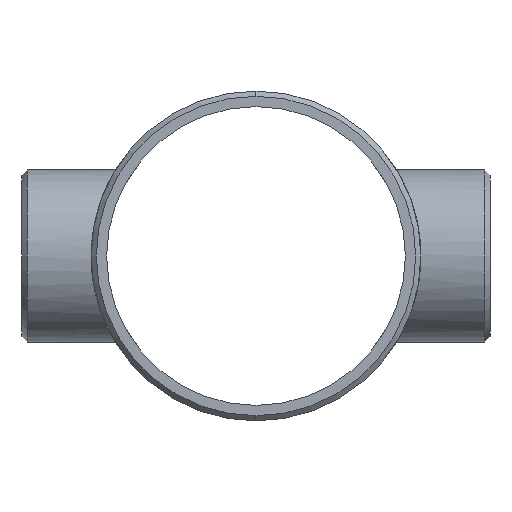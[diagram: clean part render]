
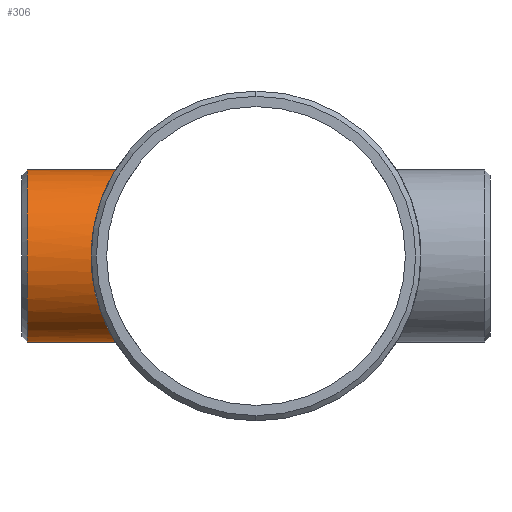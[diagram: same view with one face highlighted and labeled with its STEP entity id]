
A CAD part, left-side view. The second image highlights one B-rep face of the part: STEP entity #306.
In plain terms, the highlighted cylindrical face has radius 57.15 mm (diameter 114.3 mm), a partial arc.
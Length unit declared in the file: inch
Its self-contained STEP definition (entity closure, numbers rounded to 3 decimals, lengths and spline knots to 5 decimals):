
#36 = CARTESIAN_POINT ( 'NONE',  ( -2.10199, 4.23714, 0.80345 ) ) ;
#43 = CARTESIAN_POINT ( 'NONE',  ( -2.01661, 4.19516, 1.00882 ) ) ;
#52 = CARTESIAN_POINT ( 'NONE',  ( -2.12791, 4.25003, -0.73492 ) ) ;
#60 = CARTESIAN_POINT ( 'NONE',  ( -2.19053, 4.28175, 0.51925 ) ) ;
#67 = CARTESIAN_POINT ( 'NONE',  ( -1.48591, 3.96665, 1.69569 ) ) ;
#99 = VERTEX_POINT ( 'NONE', #1017 ) ;
#137 = CARTESIAN_POINT ( 'NONE',  ( -1.53914, 3.98772, -1.64278 ) ) ;
#144 = CARTESIAN_POINT ( 'NONE',  ( -2.17219, 4.27238, 0.59128 ) ) ;
#152 = CARTESIAN_POINT ( 'NONE',  ( -1.7589, 4.0778, -1.4036 ) ) ;
#160 = CARTESIAN_POINT ( 'NONE',  ( -1.31528, 3.90696, -1.82589 ) ) ;
#167 = CARTESIAN_POINT ( 'NONE',  ( -2.23488, 4.30456, -0.30002 ) ) ;
#238 = CARTESIAN_POINT ( 'NONE',  ( -1.00339, 3.81114, 2.01916 ) ) ;
#243 = EDGE_CURVE ( 'NONE', #1058, #99, #1282, .T. ) ;
#247 = CARTESIAN_POINT ( 'NONE',  ( -1.84633, 4.11628, -1.28643 ) ) ;
#252 = CARTESIAN_POINT ( 'NONE',  ( 0., 3.67902, -2.25 ) ) ;
#260 = CARTESIAN_POINT ( 'NONE',  ( -1.68963, 4.04824, -1.48759 ) ) ;
#266 = EDGE_CURVE ( 'NONE', #958, #99, #395, .T. ) ;
#270 = CARTESIAN_POINT ( 'NONE',  ( -2.01732, 4.19551, -1.0072 ) ) ;
#289 = CARTESIAN_POINT ( 'NONE',  ( 0., 5.98467, 0. ) ) ;
#294 = DIRECTION ( 'NONE',  ( 0., 0., -1. ) ) ;
#306 = ADVANCED_FACE ( 'NONE', ( #1265 ), #1258, .T. ) ;
#338 = CARTESIAN_POINT ( 'NONE',  ( -1.68783, 4.04749, 1.48963 ) ) ;
#343 = DIRECTION ( 'NONE',  ( 0., -1., 0. ) ) ;
#347 = CARTESIAN_POINT ( 'NONE',  ( -2.25003, 4.31251, 0.03601 ) ) ;
#354 = CARTESIAN_POINT ( 'NONE',  ( -2.24535, 4.31008, 0.14942 ) ) ;
#360 = CARTESIAN_POINT ( 'NONE',  ( -2.19794, 4.28557, -0.48263 ) ) ;
#367 = CARTESIAN_POINT ( 'NONE',  ( -1.78002, 4.08696, 1.37672 ) ) ;
#383 = CARTESIAN_POINT ( 'NONE',  ( -0.14956, 3.67902, 2.25 ) ) ;
#392 = CIRCLE ( 'NONE', #1103, 2.25 ) ;
#395 = LINE ( 'NONE', #787, #1147 ) ;
#433 = CARTESIAN_POINT ( 'NONE',  ( 0., 6.12, -2.25 ) ) ;
#444 = CARTESIAN_POINT ( 'NONE',  ( -1.63911, 4.02736, 1.54305 ) ) ;
#453 = CARTESIAN_POINT ( 'NONE',  ( -0.29773, 3.68816, 2.23524 ) ) ;
#461 = CARTESIAN_POINT ( 'NONE',  ( -2.17117, 4.27189, -0.59154 ) ) ;
#466 = CARTESIAN_POINT ( 'NONE',  ( -2.13934, 4.2558, 0.69794 ) ) ;
#474 = CARTESIAN_POINT ( 'NONE',  ( -1.37451, 3.92571, 1.78736 ) ) ;
#511 = ORIENTED_EDGE ( 'NONE', *, *, #243, .T. ) ;
#534 = LINE ( 'NONE', #433, #596 ) ;
#540 = VERTEX_POINT ( 'NONE', #705 ) ;
#542 = CARTESIAN_POINT ( 'NONE',  ( -2.22006, 4.29694, 0.37333 ) ) ;
#548 = CARTESIAN_POINT ( 'NONE',  ( -0.59058, 3.72594, 2.17143 ) ) ;
#557 = CARTESIAN_POINT ( 'NONE',  ( -1.13403, 3.84812, -1.94879 ) ) ;
#562 = CARTESIAN_POINT ( 'NONE',  ( -1.37358, 3.92698, -1.78244 ) ) ;
#568 = CARTESIAN_POINT ( 'NONE',  ( -0.83692, 3.77286, -2.08888 ) ) ;
#596 = VECTOR ( 'NONE', #343, 39.37008 ) ;
#635 = CARTESIAN_POINT ( 'NONE',  ( -0.62642, 3.7318, 2.16136 ) ) ;
#642 = CARTESIAN_POINT ( 'NONE',  ( -1.94814, 4.16235, -1.13513 ) ) ;
#651 = CARTESIAN_POINT ( 'NONE',  ( -0.51867, 3.71469, -2.19066 ) ) ;
#659 = CARTESIAN_POINT ( 'NONE',  ( -2.24252, 4.3086, 0.18715 ) ) ;
#666 = CARTESIAN_POINT ( 'NONE',  ( -1.75738, 4.07714, 1.4055 ) ) ;
#672 = DIRECTION ( 'NONE',  ( 0., -1., 0. ) ) ;
#689 = ORIENTED_EDGE ( 'NONE', *, *, #858, .T. ) ;
#693 = CARTESIAN_POINT ( 'NONE',  ( 0., 3.67902, -2.25 ) ) ;
#705 = CARTESIAN_POINT ( 'NONE',  ( 0., 5.98467, -2.25 ) ) ;
#708 = EDGE_LOOP ( 'NONE', ( #998, #1143, #689, #511 ) ) ;
#734 = CARTESIAN_POINT ( 'NONE',  ( -2.16097, 4.26671, -0.62779 ) ) ;
#743 = CARTESIAN_POINT ( 'NONE',  ( -0.73257, 3.7506, 2.12869 ) ) ;
#748 = CARTESIAN_POINT ( 'NONE',  ( -1.28541, 3.897, -1.84704 ) ) ;
#756 = CARTESIAN_POINT ( 'NONE',  ( -2.24989, 4.31245, -0.15187 ) ) ;
#764 = CARTESIAN_POINT ( 'NONE',  ( -1.4858, 3.96738, -1.69119 ) ) ;
#787 = CARTESIAN_POINT ( 'NONE',  ( 0., 6.12, 2.25 ) ) ;
#797 = EDGE_CURVE ( 'NONE', #958, #540, #392, .T. ) ;
#828 = CARTESIAN_POINT ( 'NONE',  ( 0., 5.98467, 2.25 ) ) ;
#835 = CARTESIAN_POINT ( 'NONE',  ( -0.51797, 3.71513, 2.18989 ) ) ;
#845 = CARTESIAN_POINT ( 'NONE',  ( -2.12749, 4.24985, 0.73326 ) ) ;
#852 = CARTESIAN_POINT ( 'NONE',  ( -1.0061, 3.81183, -2.01787 ) ) ;
#857 = CARTESIAN_POINT ( 'NONE',  ( -1.4021, 3.93705, -1.76009 ) ) ;
#858 = EDGE_CURVE ( 'NONE', #540, #1058, #534, .T. ) ;
#865 = DIRECTION ( 'NONE',  ( 0., -1., 0. ) ) ;
#928 = CARTESIAN_POINT ( 'NONE',  ( -2.10259, 4.23738, -0.80436 ) ) ;
#936 = CARTESIAN_POINT ( 'NONE',  ( -0.80153, 3.76475, 2.10366 ) ) ;
#939 = AXIS2_PLACEMENT_3D ( 'NONE', #1078, #1178, #294 ) ;
#947 = CARTESIAN_POINT ( 'NONE',  ( -1.78139, 4.08756, -1.37495 ) ) ;
#954 = CARTESIAN_POINT ( 'NONE',  ( -2.23125, 4.30274, 0.29944 ) ) ;
#958 = VERTEX_POINT ( 'NONE', #828 ) ;
#960 = CARTESIAN_POINT ( 'NONE',  ( -2.24911, 4.31204, 0.07372 ) ) ;
#998 = ORIENTED_EDGE ( 'NONE', *, *, #266, .F. ) ;
#1017 = CARTESIAN_POINT ( 'NONE',  ( 0., 3.67902, 2.25 ) ) ;
#1030 = CARTESIAN_POINT ( 'NONE',  ( -2.08839, 4.23041, 0.83816 ) ) ;
#1036 = CARTESIAN_POINT ( 'NONE',  ( -1.64106, 4.02816, -1.54098 ) ) ;
#1042 = CARTESIAN_POINT ( 'NONE',  ( -0.69766, 3.74442, -2.13943 ) ) ;
#1050 = CARTESIAN_POINT ( 'NONE',  ( -0.59071, 3.72548, -2.17235 ) ) ;
#1056 = CARTESIAN_POINT ( 'NONE',  ( -0.80262, 3.76539, -2.1023 ) ) ;
#1058 = VERTEX_POINT ( 'NONE', #693 ) ;
#1078 = CARTESIAN_POINT ( 'NONE',  ( 0., 6.12, 0. ) ) ;
#1103 = AXIS2_PLACEMENT_3D ( 'NONE', #289, #865, #1260 ) ;
#1122 = CARTESIAN_POINT ( 'NONE',  ( -1.13134, 3.84731, 1.95039 ) ) ;
#1132 = CARTESIAN_POINT ( 'NONE',  ( -0.48122, 3.71018, 2.19825 ) ) ;
#1138 = CARTESIAN_POINT ( 'NONE',  ( -0.15178, 3.67902, -2.25 ) ) ;
#1143 = ORIENTED_EDGE ( 'NONE', *, *, #797, .T. ) ;
#1145 = CARTESIAN_POINT ( 'NONE',  ( -0.73304, 3.75118, -2.12756 ) ) ;
#1147 = VECTOR ( 'NONE', #672, 39.37008 ) ;
#1152 = CARTESIAN_POINT ( 'NONE',  ( -1.82516, 4.10682, -1.3163 ) ) ;
#1178 = DIRECTION ( 'NONE',  ( 0., -1., 0. ) ) ;
#1223 = CARTESIAN_POINT ( 'NONE',  ( -1.94692, 4.16177, 1.13722 ) ) ;
#1230 = CARTESIAN_POINT ( 'NONE',  ( -2.18964, 4.28131, -0.51902 ) ) ;
#1238 = CARTESIAN_POINT ( 'NONE',  ( -1.82383, 4.10623, 1.31814 ) ) ;
#1245 = CARTESIAN_POINT ( 'NONE',  ( -0.30032, 3.68842, -2.23481 ) ) ;
#1251 = CARTESIAN_POINT ( 'NONE',  ( -1.84497, 4.11567, 1.28838 ) ) ;
#1258 = CYLINDRICAL_SURFACE ( 'NONE', #939, 2.25 ) ;
#1260 = DIRECTION ( 'NONE',  ( 0., 0., 1. ) ) ;
#1265 = FACE_OUTER_BOUND ( 'NONE', #708, .T. ) ;
#1282 = B_SPLINE_CURVE_WITH_KNOTS ( 'NONE', 3,
 ( #252, #1138, #1245, #651, #1050, #1042, #1145, #1056, #568, #852, #557, #748, #160, #562, #857, #764, #137, #1036, #260, #152, #947, #1152, #247, #642, #270, #928, #52, #734, #461, #1230, #360, #167, #756, #347, #960, #354, #659, #954, #542, #60, #144, #466, #845, #36, #1030, #43, #1223, #1251, #1238, #367, #666, #338, #444, #67, #474, #1122, #238, #936, #743, #635, #548, #835, #1132, #453, #383, #1285 ),
 .UNSPECIFIED., .F., .F.,
 ( 4, 2, 2, 2, 2, 2, 2, 2, 2, 2, 2, 2, 2, 2, 2, 2, 2, 2, 2, 2, 2, 2, 2, 2, 2, 2, 2, 2, 2, 2, 2, 2, 4 ),
 ( 0., 0.01138, 0.01707, 0.01992, 0.02276, 0.03414, 0.03699, 0.03983, 0.04552, 0.05121, 0.05406, 0.0569, 0.06828, 0.07397, 0.07682, 0.07966, 0.09104, 0.09389, 0.09673, 0.10242, 0.10811, 0.11096, 0.1138, 0.12518, 0.12803, 0.13087, 0.13656, 0.14794, 0.15932, 0.16501, 0.16786, 0.1707, 0.18208 ),
 .UNSPECIFIED. ) ;
#1285 = CARTESIAN_POINT ( 'NONE',  ( 0., 3.67902, 2.25 ) ) ;
